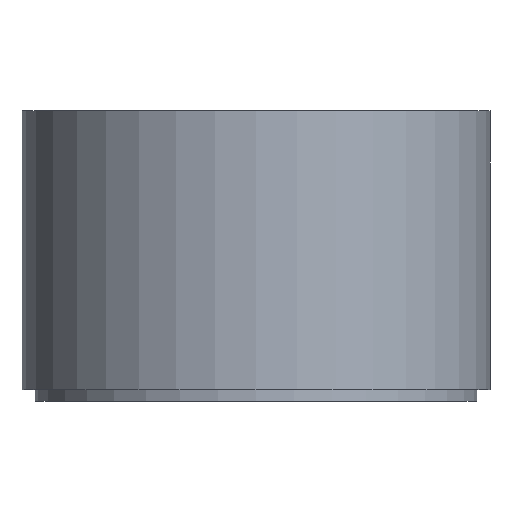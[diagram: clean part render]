
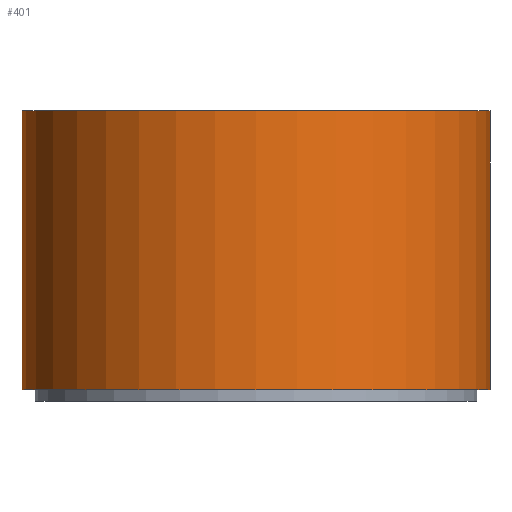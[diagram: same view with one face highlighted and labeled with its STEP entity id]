
A CAD part, front view. The second image highlights one B-rep face of the part: STEP entity #401.
In plain terms, the highlighted cylindrical face has radius 41.1 mm (diameter 82.2 mm), a full revolution.
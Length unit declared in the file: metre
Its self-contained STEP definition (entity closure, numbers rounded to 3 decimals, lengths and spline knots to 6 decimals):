
#68=CYLINDRICAL_SURFACE('',#592,0.0411);
#76=ORIENTED_EDGE('',*,*,#184,.T.);
#77=ORIENTED_EDGE('',*,*,#185,.F.);
#184=EDGE_CURVE('',#238,#238,#276,.T.);
#185=EDGE_CURVE('',#239,#239,#277,.T.);
#238=VERTEX_POINT('',#744);
#239=VERTEX_POINT('',#746);
#276=CIRCLE('',#593,0.0411);
#277=CIRCLE('',#594,0.0411);
#298=EDGE_LOOP('',(#76));
#299=EDGE_LOOP('',(#77));
#332=FACE_BOUND('',#298,.T.);
#333=FACE_BOUND('',#299,.T.);
#401=ADVANCED_FACE('',(#332,#333),#68,.T.);
#592=AXIS2_PLACEMENT_3D('',#742,#640,#641);
#593=AXIS2_PLACEMENT_3D('',#743,#642,#643);
#594=AXIS2_PLACEMENT_3D('',#745,#644,#645);
#640=DIRECTION('',(0.,0.,-1.));
#641=DIRECTION('',(-1.,0.,0.));
#642=DIRECTION('',(0.,0.,-1.));
#643=DIRECTION('',(-1.,0.,0.));
#644=DIRECTION('',(0.,0.,-1.));
#645=DIRECTION('',(-1.,0.,0.));
#742=CARTESIAN_POINT('',(0.,0.,0.209));
#743=CARTESIAN_POINT('',(0.,0.,0.209));
#744=CARTESIAN_POINT('',(-0.0411,0.,0.209));
#745=CARTESIAN_POINT('',(0.,0.,0.16));
#746=CARTESIAN_POINT('',(-0.0411,0.,0.16));
